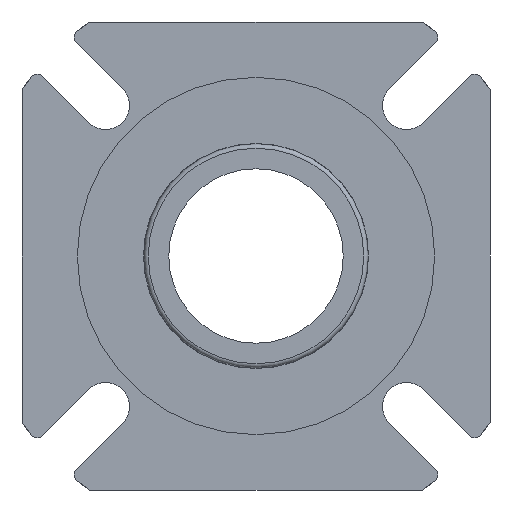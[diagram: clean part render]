
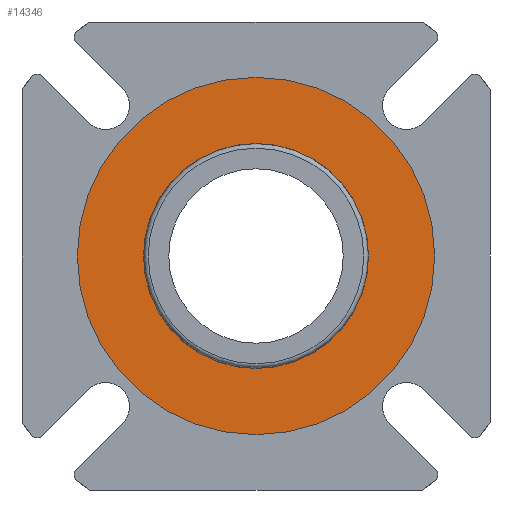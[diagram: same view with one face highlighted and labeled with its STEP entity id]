
A CAD part, front view. The second image highlights one B-rep face of the part: STEP entity #14346.
In plain terms, the highlighted planar face has unit normal (0, -1, 0).
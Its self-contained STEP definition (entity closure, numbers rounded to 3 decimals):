
#3019=PLANE('',#15784);
#7245=ORIENTED_EDGE('',*,*,#9374,.T.);
#7246=ORIENTED_EDGE('',*,*,#9373,.T.);
#9373=EDGE_CURVE('',#10715,#10715,#11392,.T.);
#9374=EDGE_CURVE('',#10716,#10716,#11393,.T.);
#10715=VERTEX_POINT('',#27299);
#10716=VERTEX_POINT('',#27302);
#11392=CIRCLE('',#15783,65.);
#11393=CIRCLE('',#15785,40.952);
#12298=EDGE_LOOP('',(#7245));
#12299=EDGE_LOOP('',(#7246));
#13213=FACE_BOUND('',#12298,.T.);
#13214=FACE_BOUND('',#12299,.T.);
#14346=ADVANCED_FACE('',(#13213,#13214),#3019,.F.);
#15783=AXIS2_PLACEMENT_3D('',#27298,#19638,#19639);
#15784=AXIS2_PLACEMENT_3D('',#27300,#19640,#19641);
#15785=AXIS2_PLACEMENT_3D('',#27301,#19642,#19643);
#19638=DIRECTION('',(0.,-1.,0.));
#19639=DIRECTION('',(0.,0.,1.));
#19640=DIRECTION('',(0.,1.,0.));
#19641=DIRECTION('',(0.,0.,-1.));
#19642=DIRECTION('',(0.,1.,0.));
#19643=DIRECTION('',(0.,0.,1.));
#27298=CARTESIAN_POINT('',(0.,6.756,0.));
#27299=CARTESIAN_POINT('',(0.,6.756,65.));
#27300=CARTESIAN_POINT('',(0.,6.756,65.));
#27301=CARTESIAN_POINT('',(0.,6.756,0.));
#27302=CARTESIAN_POINT('',(0.,6.756,40.952));
